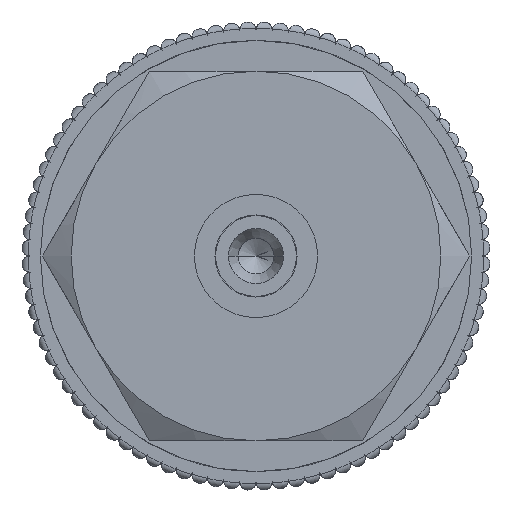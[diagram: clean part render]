
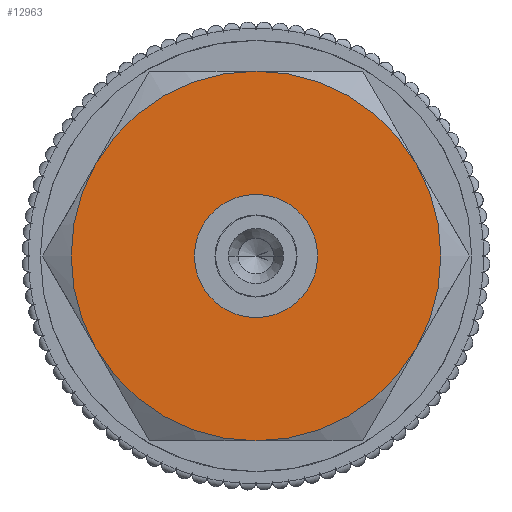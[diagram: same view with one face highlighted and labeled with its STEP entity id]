
A CAD part, left-side view. The second image highlights one B-rep face of the part: STEP entity #12963.
In plain terms, the highlighted planar face has unit normal (-1, 0, 0).
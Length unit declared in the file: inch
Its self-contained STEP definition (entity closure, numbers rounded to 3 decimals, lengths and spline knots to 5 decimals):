
#1568 = ORIENTED_EDGE ( 'NONE', *, *, #13487, .F. ) ;
#2006 = DIRECTION ( 'NONE',  ( 0., 0., -1. ) ) ;
#2380 = FACE_OUTER_BOUND ( 'NONE', #2869, .T. ) ;
#2588 = CARTESIAN_POINT ( 'NONE',  ( 0., 0.19486, -0.1125 ) ) ;
#2734 = ORIENTED_EDGE ( 'NONE', *, *, #25426, .F. ) ;
#2869 = EDGE_LOOP ( 'NONE', ( #16334, #2734, #12847, #21622, #25491, #22941 ) ) ;
#3239 = CIRCLE ( 'NONE', #21000, 0.225 ) ;
#3371 = CIRCLE ( 'NONE', #17001, 0.225 ) ;
#4001 = DIRECTION ( 'NONE',  ( 0., 0., -1. ) ) ;
#4173 = EDGE_CURVE ( 'NONE', #14052, #6950, #9953, .T. ) ;
#4245 = CARTESIAN_POINT ( 'NONE',  ( 0., 0., 0. ) ) ;
#4614 = AXIS2_PLACEMENT_3D ( 'NONE', #7195, #10046, #5756 ) ;
#5644 = EDGE_CURVE ( 'NONE', #22090, #12023, #11626, .T. ) ;
#5756 = DIRECTION ( 'NONE',  ( 0., 0., 1. ) ) ;
#5798 = EDGE_CURVE ( 'NONE', #12832, #6950, #18634, .T. ) ;
#6319 = DIRECTION ( 'NONE',  ( 0., 0., -1. ) ) ;
#6321 = CIRCLE ( 'NONE', #12093, 0.225 ) ;
#6950 = VERTEX_POINT ( 'NONE', #23227 ) ;
#7195 = CARTESIAN_POINT ( 'NONE',  ( 0., 0., 0. ) ) ;
#7834 = DIRECTION ( 'NONE',  ( 1., 0., 0. ) ) ;
#8024 = CIRCLE ( 'NONE', #20803, 0.225 ) ;
#8205 = DIRECTION ( 'NONE',  ( 0., 0., -1. ) ) ;
#8235 = AXIS2_PLACEMENT_3D ( 'NONE', #23709, #23323, #9675 ) ;
#8459 = CARTESIAN_POINT ( 'NONE',  ( 0., 0., 0. ) ) ;
#9143 = CARTESIAN_POINT ( 'NONE',  ( 0., 0., 0.225 ) ) ;
#9227 = EDGE_CURVE ( 'NONE', #20215, #11016, #8024, .T. ) ;
#9316 = DIRECTION ( 'NONE',  ( 0., 0., -1. ) ) ;
#9345 = DIRECTION ( 'NONE',  ( 0., 0., 1. ) ) ;
#9675 = DIRECTION ( 'NONE',  ( 0., 0., 1. ) ) ;
#9953 = CIRCLE ( 'NONE', #12411, 0.225 ) ;
#10046 = DIRECTION ( 'NONE',  ( -1., 0., 0. ) ) ;
#10298 = CIRCLE ( 'NONE', #8235, 0.075 ) ;
#11016 = VERTEX_POINT ( 'NONE', #11258 ) ;
#11258 = CARTESIAN_POINT ( 'NONE',  ( 0., -0.19486, -0.1125 ) ) ;
#11538 = DIRECTION ( 'NONE',  ( 1., 0., 0. ) ) ;
#11626 = CIRCLE ( 'NONE', #4614, 0.075 ) ;
#12023 = VERTEX_POINT ( 'NONE', #21076 ) ;
#12093 = AXIS2_PLACEMENT_3D ( 'NONE', #15176, #11538, #21496 ) ;
#12411 = AXIS2_PLACEMENT_3D ( 'NONE', #18507, #23808, #8205 ) ;
#12832 = VERTEX_POINT ( 'NONE', #9143 ) ;
#12847 = ORIENTED_EDGE ( 'NONE', *, *, #9227, .F. ) ;
#12963 = ADVANCED_FACE ( 'NONE', ( #20095, #2380 ), #21774, .F. ) ;
#13155 = EDGE_LOOP ( 'NONE', ( #1568, #19639 ) ) ;
#13487 = EDGE_CURVE ( 'NONE', #12023, #22090, #10298, .T. ) ;
#13615 = CARTESIAN_POINT ( 'NONE',  ( 0., 0., -0.225 ) ) ;
#14052 = VERTEX_POINT ( 'NONE', #2588 ) ;
#15176 = CARTESIAN_POINT ( 'NONE',  ( 0., 0., 0. ) ) ;
#15403 = DIRECTION ( 'NONE',  ( 1., 0., 0. ) ) ;
#16165 = CARTESIAN_POINT ( 'NONE',  ( 0., 0., -0.075 ) ) ;
#16334 = ORIENTED_EDGE ( 'NONE', *, *, #22400, .F. ) ;
#17001 = AXIS2_PLACEMENT_3D ( 'NONE', #17324, #15403, #4001 ) ;
#17021 = AXIS2_PLACEMENT_3D ( 'NONE', #17100, #23380, #9345 ) ;
#17100 = CARTESIAN_POINT ( 'NONE',  ( 0., 0., 0. ) ) ;
#17207 = EDGE_CURVE ( 'NONE', #12832, #20215, #3371, .T. ) ;
#17324 = CARTESIAN_POINT ( 'NONE',  ( 0., 0., 0. ) ) ;
#18507 = CARTESIAN_POINT ( 'NONE',  ( 0., 0., 0. ) ) ;
#18634 = CIRCLE ( 'NONE', #17021, 0.225 ) ;
#18757 = AXIS2_PLACEMENT_3D ( 'NONE', #21899, #7834, #2006 ) ;
#19639 = ORIENTED_EDGE ( 'NONE', *, *, #5644, .F. ) ;
#20095 = FACE_BOUND ( 'NONE', #13155, .T. ) ;
#20215 = VERTEX_POINT ( 'NONE', #22578 ) ;
#20803 = AXIS2_PLACEMENT_3D ( 'NONE', #8459, #22579, #9316 ) ;
#21000 = AXIS2_PLACEMENT_3D ( 'NONE', #4245, #22063, #6319 ) ;
#21076 = CARTESIAN_POINT ( 'NONE',  ( 0., 0., 0.075 ) ) ;
#21496 = DIRECTION ( 'NONE',  ( 0., 0., -1. ) ) ;
#21622 = ORIENTED_EDGE ( 'NONE', *, *, #17207, .F. ) ;
#21774 = PLANE ( 'NONE',  #18757 ) ;
#21899 = CARTESIAN_POINT ( 'NONE',  ( 0., 0., 0. ) ) ;
#22063 = DIRECTION ( 'NONE',  ( 1., 0., 0. ) ) ;
#22090 = VERTEX_POINT ( 'NONE', #16165 ) ;
#22400 = EDGE_CURVE ( 'NONE', #25444, #14052, #3239, .T. ) ;
#22578 = CARTESIAN_POINT ( 'NONE',  ( 0., -0.19486, 0.1125 ) ) ;
#22579 = DIRECTION ( 'NONE',  ( 1., 0., 0. ) ) ;
#22941 = ORIENTED_EDGE ( 'NONE', *, *, #4173, .F. ) ;
#23227 = CARTESIAN_POINT ( 'NONE',  ( 0., 0.19486, 0.1125 ) ) ;
#23323 = DIRECTION ( 'NONE',  ( -1., 0., 0. ) ) ;
#23380 = DIRECTION ( 'NONE',  ( -1., 0., 0. ) ) ;
#23709 = CARTESIAN_POINT ( 'NONE',  ( 0., 0., 0. ) ) ;
#23808 = DIRECTION ( 'NONE',  ( 1., 0., 0. ) ) ;
#25426 = EDGE_CURVE ( 'NONE', #11016, #25444, #6321, .T. ) ;
#25444 = VERTEX_POINT ( 'NONE', #13615 ) ;
#25491 = ORIENTED_EDGE ( 'NONE', *, *, #5798, .T. ) ;
